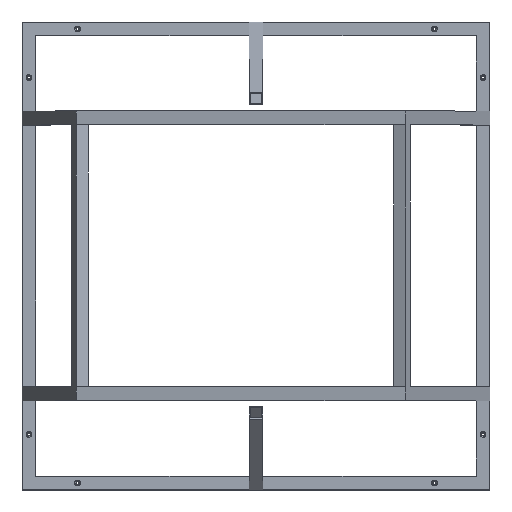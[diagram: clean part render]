
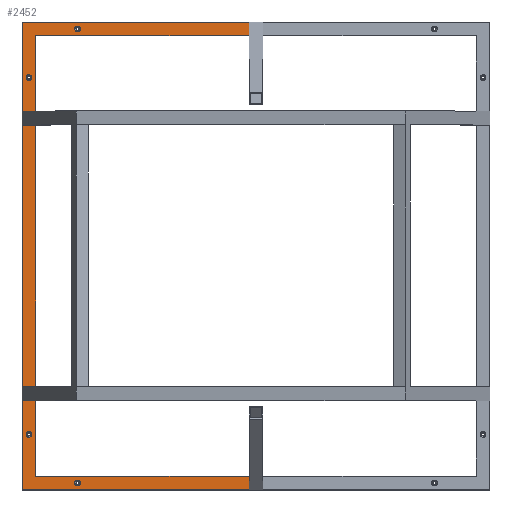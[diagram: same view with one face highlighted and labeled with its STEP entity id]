
A CAD part, top view. The second image highlights one B-rep face of the part: STEP entity #2452.
In plain terms, the highlighted planar face has unit normal (0, 0, 1).
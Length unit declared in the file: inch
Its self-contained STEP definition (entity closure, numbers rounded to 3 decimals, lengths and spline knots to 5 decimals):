
#32=FACE_BOUND('',#299,.T.);
#33=FACE_BOUND('',#300,.T.);
#34=FACE_BOUND('',#301,.T.);
#35=FACE_BOUND('',#302,.T.);
#86=CIRCLE('',#2600,0.2655);
#87=CIRCLE('',#2601,0.2655);
#88=CIRCLE('',#2602,0.2655);
#89=CIRCLE('',#2603,0.2655);
#164=FACE_OUTER_BOUND('',#298,.T.);
#298=EDGE_LOOP('',(#1848,#1849,#1850,#1851,#1852,#1853,#1854,#1855,#1856,
#1857,#1858,#1859,#1860,#1861,#1862,#1863));
#299=EDGE_LOOP('',(#1864));
#300=EDGE_LOOP('',(#1865));
#301=EDGE_LOOP('',(#1866));
#302=EDGE_LOOP('',(#1867));
#515=LINE('',#3520,#821);
#536=LINE('',#3560,#842);
#540=LINE('',#3568,#846);
#568=LINE('',#3627,#874);
#572=LINE('',#3635,#878);
#573=LINE('',#3637,#879);
#574=LINE('',#3639,#880);
#575=LINE('',#3640,#881);
#576=LINE('',#3641,#882);
#577=LINE('',#3642,#883);
#578=LINE('',#3643,#884);
#579=LINE('',#3644,#885);
#580=LINE('',#3646,#886);
#581=LINE('',#3648,#887);
#582=LINE('',#3649,#888);
#583=LINE('',#3650,#889);
#821=VECTOR('',#2864,1.2358);
#842=VECTOR('',#2893,1.25);
#846=VECTOR('',#2897,1.25);
#874=VECTOR('',#2941,19.125);
#878=VECTOR('',#2947,19.125);
#879=VECTOR('',#2948,1.25);
#880=VECTOR('',#2949,20.375);
#881=VECTOR('',#2950,8.);
#882=VECTOR('',#2951,1.2358);
#883=VECTOR('',#2952,1.2358);
#884=VECTOR('',#2953,23.5);
#885=VECTOR('',#2954,1.2358);
#886=VECTOR('',#2955,8.);
#887=VECTOR('',#2956,20.375);
#888=VECTOR('',#2957,1.25);
#889=VECTOR('',#2958,39.5);
#1102=VERTEX_POINT('',#3516);
#1104=VERTEX_POINT('',#3519);
#1111=VERTEX_POINT('',#3536);
#1112=VERTEX_POINT('',#3538);
#1115=VERTEX_POINT('',#3544);
#1119=VERTEX_POINT('',#3559);
#1122=VERTEX_POINT('',#3565);
#1123=VERTEX_POINT('',#3567);
#1145=VERTEX_POINT('',#3625);
#1146=VERTEX_POINT('',#3626);
#1148=VERTEX_POINT('',#3633);
#1149=VERTEX_POINT('',#3634);
#1150=VERTEX_POINT('',#3636);
#1151=VERTEX_POINT('',#3638);
#1152=VERTEX_POINT('',#3645);
#1153=VERTEX_POINT('',#3647);
#1154=VERTEX_POINT('',#3651);
#1155=VERTEX_POINT('',#3653);
#1156=VERTEX_POINT('',#3655);
#1157=VERTEX_POINT('',#3657);
#1355=EDGE_CURVE('',#1102,#1104,#515,.T.);
#1376=EDGE_CURVE('',#1104,#1119,#536,.T.);
#1380=EDGE_CURVE('',#1123,#1122,#540,.T.);
#1410=EDGE_CURVE('',#1145,#1146,#568,.T.);
#1414=EDGE_CURVE('',#1148,#1149,#572,.T.);
#1415=EDGE_CURVE('',#1148,#1150,#573,.T.);
#1416=EDGE_CURVE('',#1150,#1151,#574,.T.);
#1417=EDGE_CURVE('',#1151,#1111,#575,.T.);
#1418=EDGE_CURVE('',#1111,#1123,#576,.T.);
#1419=EDGE_CURVE('',#1122,#1112,#577,.T.);
#1420=EDGE_CURVE('',#1112,#1115,#578,.T.);
#1421=EDGE_CURVE('',#1119,#1115,#579,.T.);
#1422=EDGE_CURVE('',#1102,#1152,#580,.T.);
#1423=EDGE_CURVE('',#1152,#1153,#581,.T.);
#1424=EDGE_CURVE('',#1146,#1153,#582,.T.);
#1425=EDGE_CURVE('',#1149,#1145,#583,.T.);
#1426=EDGE_CURVE('',#1154,#1154,#86,.T.);
#1427=EDGE_CURVE('',#1155,#1155,#87,.T.);
#1428=EDGE_CURVE('',#1156,#1156,#88,.T.);
#1429=EDGE_CURVE('',#1157,#1157,#89,.T.);
#1848=ORIENTED_EDGE('',*,*,#1414,.F.);
#1849=ORIENTED_EDGE('',*,*,#1415,.T.);
#1850=ORIENTED_EDGE('',*,*,#1416,.T.);
#1851=ORIENTED_EDGE('',*,*,#1417,.T.);
#1852=ORIENTED_EDGE('',*,*,#1418,.T.);
#1853=ORIENTED_EDGE('',*,*,#1380,.T.);
#1854=ORIENTED_EDGE('',*,*,#1419,.T.);
#1855=ORIENTED_EDGE('',*,*,#1420,.T.);
#1856=ORIENTED_EDGE('',*,*,#1421,.F.);
#1857=ORIENTED_EDGE('',*,*,#1376,.F.);
#1858=ORIENTED_EDGE('',*,*,#1355,.F.);
#1859=ORIENTED_EDGE('',*,*,#1422,.T.);
#1860=ORIENTED_EDGE('',*,*,#1423,.T.);
#1861=ORIENTED_EDGE('',*,*,#1424,.F.);
#1862=ORIENTED_EDGE('',*,*,#1410,.F.);
#1863=ORIENTED_EDGE('',*,*,#1425,.F.);
#1864=ORIENTED_EDGE('',*,*,#1426,.F.);
#1865=ORIENTED_EDGE('',*,*,#1427,.F.);
#1866=ORIENTED_EDGE('',*,*,#1428,.F.);
#1867=ORIENTED_EDGE('',*,*,#1429,.F.);
#2336=PLANE('',#2599);
#2452=ADVANCED_FACE('',(#164,#32,#33,#34,#35),#2336,.T.);
#2599=AXIS2_PLACEMENT_3D('',#3632,#2945,#2946);
#2600=AXIS2_PLACEMENT_3D('',#3652,#2959,#2960);
#2601=AXIS2_PLACEMENT_3D('',#3654,#2961,#2962);
#2602=AXIS2_PLACEMENT_3D('',#3656,#2963,#2964);
#2603=AXIS2_PLACEMENT_3D('',#3658,#2965,#2966);
#2864=DIRECTION('',(1.,0.,0.));
#2893=DIRECTION('',(0.,1.,0.));
#2897=DIRECTION('',(0.,-1.,0.));
#2941=DIRECTION('',(1.,0.,0.));
#2945=DIRECTION('center_axis',(0.,0.,1.));
#2946=DIRECTION('ref_axis',(1.,0.,0.));
#2947=DIRECTION('',(-1.,0.,0.));
#2948=DIRECTION('',(0.,1.,0.));
#2949=DIRECTION('',(-1.,0.,0.));
#2950=DIRECTION('',(0.,-1.,0.));
#2951=DIRECTION('',(1.,0.,0.));
#2952=DIRECTION('',(-1.,0.,0.));
#2953=DIRECTION('',(0.,-1.,0.));
#2954=DIRECTION('',(-1.,0.,0.));
#2955=DIRECTION('',(0.,-1.,0.));
#2956=DIRECTION('',(1.,0.,0.));
#2957=DIRECTION('',(0.,-1.,0.));
#2958=DIRECTION('',(0.,-1.,0.));
#2959=DIRECTION('center_axis',(0.,0.,1.));
#2960=DIRECTION('ref_axis',(-1.,0.,0.));
#2961=DIRECTION('center_axis',(0.,0.,1.));
#2962=DIRECTION('ref_axis',(-1.,0.,0.));
#2963=DIRECTION('center_axis',(0.,0.,1.));
#2964=DIRECTION('ref_axis',(-1.,0.,0.));
#2965=DIRECTION('center_axis',(0.,0.,1.));
#2966=DIRECTION('ref_axis',(-1.,0.,0.));
#3516=CARTESIAN_POINT('',(-21.,-13.,55.));
#3519=CARTESIAN_POINT('',(-19.7642,-13.,55.));
#3520=CARTESIAN_POINT('',(-21.,-13.,55.));
#3536=CARTESIAN_POINT('',(-21.,13.,55.));
#3538=CARTESIAN_POINT('',(-21.,11.75,55.));
#3544=CARTESIAN_POINT('',(-21.,-11.75,55.));
#3559=CARTESIAN_POINT('',(-19.7642,-11.75,55.));
#3560=CARTESIAN_POINT('',(-19.7642,-13.,55.));
#3565=CARTESIAN_POINT('',(-19.7642,11.75,55.));
#3567=CARTESIAN_POINT('',(-19.7642,13.,55.));
#3568=CARTESIAN_POINT('',(-19.7642,13.,55.));
#3625=CARTESIAN_POINT('',(-19.75,-19.75,55.));
#3626=CARTESIAN_POINT('',(-0.625,-19.75,55.));
#3627=CARTESIAN_POINT('',(-19.75,-19.75,55.));
#3632=CARTESIAN_POINT('Origin',(20.2804,-23.10394,55.));
#3633=CARTESIAN_POINT('',(-0.625,19.75,55.));
#3634=CARTESIAN_POINT('',(-19.75,19.75,55.));
#3635=CARTESIAN_POINT('',(-0.625,19.75,55.));
#3636=CARTESIAN_POINT('',(-0.625,21.,55.));
#3637=CARTESIAN_POINT('',(-0.625,19.75,55.));
#3638=CARTESIAN_POINT('',(-21.,21.,55.));
#3639=CARTESIAN_POINT('',(-0.625,21.,55.));
#3640=CARTESIAN_POINT('',(-21.,21.,55.));
#3641=CARTESIAN_POINT('',(-21.,13.,55.));
#3642=CARTESIAN_POINT('',(-19.7642,11.75,55.));
#3643=CARTESIAN_POINT('',(-21.,11.75,55.));
#3644=CARTESIAN_POINT('',(-19.7642,-11.75,55.));
#3645=CARTESIAN_POINT('',(-21.,-21.,55.));
#3646=CARTESIAN_POINT('',(-21.,-13.,55.));
#3647=CARTESIAN_POINT('',(-0.625,-21.,55.));
#3648=CARTESIAN_POINT('',(-21.,-21.,55.));
#3649=CARTESIAN_POINT('',(-0.625,-19.75,55.));
#3650=CARTESIAN_POINT('',(-19.75,19.75,55.));
#3651=CARTESIAN_POINT('',(-20.6405,-16.,55.));
#3652=CARTESIAN_POINT('Origin',(-20.375,-16.,55.));
#3653=CARTESIAN_POINT('',(-16.2655,-20.375,55.));
#3654=CARTESIAN_POINT('Origin',(-16.,-20.375,55.));
#3655=CARTESIAN_POINT('',(-20.6405,16.,55.));
#3656=CARTESIAN_POINT('Origin',(-20.375,16.,55.));
#3657=CARTESIAN_POINT('',(-16.2655,20.375,55.));
#3658=CARTESIAN_POINT('Origin',(-16.,20.375,55.));
